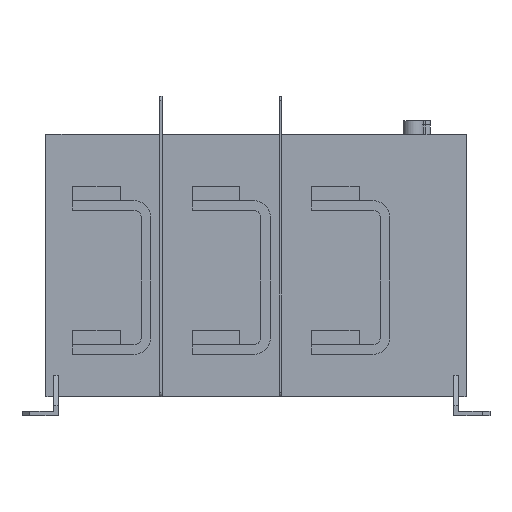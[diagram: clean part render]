
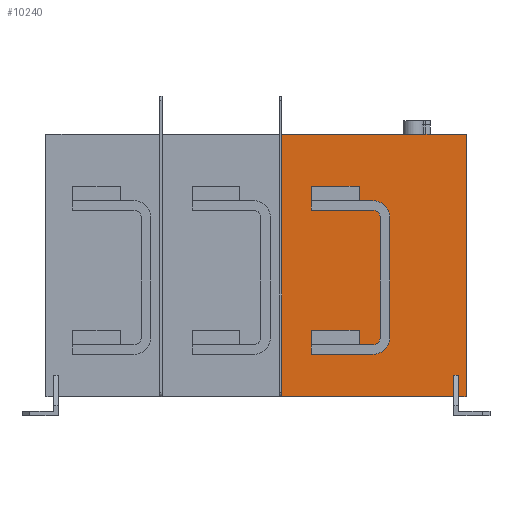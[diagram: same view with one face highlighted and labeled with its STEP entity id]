
A CAD part, left-side view. The second image highlights one B-rep face of the part: STEP entity #10240.
In plain terms, the highlighted planar face has unit normal (-1, 0, 0).
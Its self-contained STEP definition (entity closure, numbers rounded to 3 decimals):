
#535=DIRECTION('',(0.,1.,0.));
#536=VECTOR('',#535,180.25);
#537=CARTESIAN_POINT('',(328.661,-281.045,-160.58));
#538=LINE('',#537,#536);
#551=DIRECTION('',(0.,1.,0.));
#552=VECTOR('',#551,8.);
#553=CARTESIAN_POINT('',(328.661,-294.045,-160.58));
#554=LINE('',#553,#552);
#694=DIRECTION('',(0.,0.,1.));
#695=VECTOR('',#694,275.);
#696=CARTESIAN_POINT('',(328.661,-100.795,-160.58));
#697=LINE('',#696,#695);
#725=DIRECTION('',(0.,1.,0.));
#726=VECTOR('',#725,193.25);
#727=CARTESIAN_POINT('',(328.661,-294.045,114.42));
#728=LINE('',#727,#726);
#729=DIRECTION('',(0.,0.,1.));
#730=VECTOR('',#729,275.);
#731=CARTESIAN_POINT('',(328.661,-294.045,-160.58));
#732=LINE('',#731,#730);
#733=DIRECTION('',(0.,0.,-1.));
#734=VECTOR('',#733,22.869);
#735=CARTESIAN_POINT('',(328.661,-286.045,-137.711));
#736=LINE('',#735,#734);
#737=DIRECTION('',(0.,-1.,0.));
#738=VECTOR('',#737,5.);
#739=CARTESIAN_POINT('',(328.661,-281.045,-137.711));
#740=LINE('',#739,#738);
#741=DIRECTION('',(0.,0.,1.));
#742=VECTOR('',#741,22.869);
#743=CARTESIAN_POINT('',(328.661,-281.045,-160.58));
#744=LINE('',#743,#742);
#745=DIRECTION('',(0.,0.,-1.));
#746=VECTOR('',#745,15.);
#747=CARTESIAN_POINT('',(328.661,-182.045,59.92));
#748=LINE('',#747,#746);
#749=DIRECTION('',(0.,-1.,0.));
#750=VECTOR('',#749,50.);
#751=CARTESIAN_POINT('',(328.661,-132.045,59.92));
#752=LINE('',#751,#750);
#753=DIRECTION('',(0.,0.,1.));
#754=VECTOR('',#753,15.);
#755=CARTESIAN_POINT('',(328.661,-132.045,44.92));
#756=LINE('',#755,#754);
#757=DIRECTION('',(0.,1.,0.));
#758=VECTOR('',#757,50.);
#759=CARTESIAN_POINT('',(328.661,-182.045,44.92));
#760=LINE('',#759,#758);
#761=DIRECTION('',(0.,0.,1.));
#762=VECTOR('',#761,15.);
#763=CARTESIAN_POINT('',(328.661,-132.045,-106.08));
#764=LINE('',#763,#762);
#765=DIRECTION('',(0.,1.,0.));
#766=VECTOR('',#765,50.);
#767=CARTESIAN_POINT('',(328.661,-182.045,-106.08));
#768=LINE('',#767,#766);
#769=DIRECTION('',(0.,0.,-1.));
#770=VECTOR('',#769,15.);
#771=CARTESIAN_POINT('',(328.661,-182.045,-91.08));
#772=LINE('',#771,#770);
#773=DIRECTION('',(0.,-1.,0.));
#774=VECTOR('',#773,50.);
#775=CARTESIAN_POINT('',(328.661,-132.045,-91.08));
#776=LINE('',#775,#774);
#7558=CARTESIAN_POINT('',(328.661,-132.045,
-106.08));
#7559=VERTEX_POINT('',#7558);
#7560=CARTESIAN_POINT('',(328.661,-182.045,
-106.08));
#7561=VERTEX_POINT('',#7560);
#7606=CARTESIAN_POINT('',(328.661,-132.045,
-91.08));
#7607=CARTESIAN_POINT('',(328.661,-182.045,
-91.08));
#7608=VERTEX_POINT('',#7606);
#7609=VERTEX_POINT('',#7607);
#7632=CARTESIAN_POINT('',(328.661,-132.045,44.92));
#7633=VERTEX_POINT('',#7632);
#7634=CARTESIAN_POINT('',(328.661,-182.045,44.92));
#7635=VERTEX_POINT('',#7634);
#7650=CARTESIAN_POINT('',(328.661,-132.045,59.92));
#7651=VERTEX_POINT('',#7650);
#7652=CARTESIAN_POINT('',(328.661,-182.045,59.92));
#7653=VERTEX_POINT('',#7652);
#8883=CARTESIAN_POINT('',(328.661,-100.795,114.42));
#8885=VERTEX_POINT('',#8883);
#9144=CARTESIAN_POINT('',(328.661,-294.045,114.42));
#9145=VERTEX_POINT('',#9144);
#9370=CARTESIAN_POINT('',(328.661,-294.045,
-160.58));
#9371=VERTEX_POINT('',#9370);
#9428=CARTESIAN_POINT('',(328.661,-286.045,
-137.711));
#9429=VERTEX_POINT('',#9428);
#9430=CARTESIAN_POINT('',(328.661,-286.045,
-160.58));
#9431=VERTEX_POINT('',#9430);
#9432=CARTESIAN_POINT('',(328.661,-281.045,
-137.711));
#9433=VERTEX_POINT('',#9432);
#9434=CARTESIAN_POINT('',(328.661,-281.045,
-160.58));
#9435=VERTEX_POINT('',#9434);
#9436=CARTESIAN_POINT('',(328.661,-100.795,
-160.58));
#9437=VERTEX_POINT('',#9436);
#10200=CARTESIAN_POINT('',(328.661,-197.42,
-23.08));
#10201=DIRECTION('',(1.,0.,0.));
#10202=DIRECTION('',(0.,-1.,0.));
#10203=AXIS2_PLACEMENT_3D('',#10200,#10201,#10202);
#10204=PLANE('',#10203);
#10205=ORIENTED_EDGE('',*,*,#10176,.T.);
#10207=ORIENTED_EDGE('',*,*,#10206,.F.);
#10209=ORIENTED_EDGE('',*,*,#10208,.F.);
#10210=ORIENTED_EDGE('',*,*,#10056,.T.);
#10212=ORIENTED_EDGE('',*,*,#10211,.F.);
#10214=ORIENTED_EDGE('',*,*,#10213,.F.);
#10216=ORIENTED_EDGE('',*,*,#10215,.F.);
#10217=ORIENTED_EDGE('',*,*,#10048,.T.);
#10218=EDGE_LOOP('',(#10205,#10207,#10209,#10210,#10212,#10214,#10216,#10217));
#10219=FACE_OUTER_BOUND('',#10218,.F.);
#10221=ORIENTED_EDGE('',*,*,#10220,.F.);
#10223=ORIENTED_EDGE('',*,*,#10222,.F.);
#10225=ORIENTED_EDGE('',*,*,#10224,.F.);
#10227=ORIENTED_EDGE('',*,*,#10226,.F.);
#10228=EDGE_LOOP('',(#10221,#10223,#10225,#10227));
#10229=FACE_BOUND('',#10228,.F.);
#10231=ORIENTED_EDGE('',*,*,#10230,.F.);
#10233=ORIENTED_EDGE('',*,*,#10232,.F.);
#10235=ORIENTED_EDGE('',*,*,#10234,.F.);
#10237=ORIENTED_EDGE('',*,*,#10236,.F.);
#10238=EDGE_LOOP('',(#10231,#10233,#10235,#10237));
#10239=FACE_BOUND('',#10238,.F.);
#10048=EDGE_CURVE('',#9435,#9437,#538,.T.);
#10056=EDGE_CURVE('',#9371,#9431,#554,.T.);
#10176=EDGE_CURVE('',#9437,#8885,#697,.T.);
#10206=EDGE_CURVE('',#9145,#8885,#728,.T.);
#10208=EDGE_CURVE('',#9371,#9145,#732,.T.);
#10211=EDGE_CURVE('',#9429,#9431,#736,.T.);
#10213=EDGE_CURVE('',#9433,#9429,#740,.T.);
#10215=EDGE_CURVE('',#9435,#9433,#744,.T.);
#10220=EDGE_CURVE('',#7653,#7635,#748,.T.);
#10222=EDGE_CURVE('',#7651,#7653,#752,.T.);
#10224=EDGE_CURVE('',#7633,#7651,#756,.T.);
#10226=EDGE_CURVE('',#7635,#7633,#760,.T.);
#10230=EDGE_CURVE('',#7559,#7608,#764,.T.);
#10232=EDGE_CURVE('',#7561,#7559,#768,.T.);
#10234=EDGE_CURVE('',#7609,#7561,#772,.T.);
#10236=EDGE_CURVE('',#7608,#7609,#776,.T.);
#10240=ADVANCED_FACE('',(#10219,#10229,#10239),#10204,.F.);
